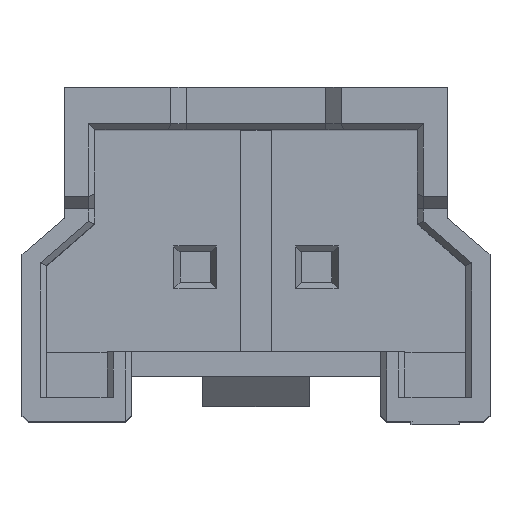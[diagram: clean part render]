
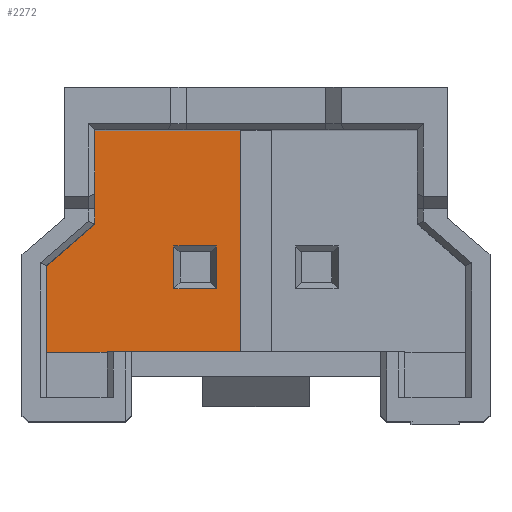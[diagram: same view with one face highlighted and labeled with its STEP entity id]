
A CAD part, top view. The second image highlights one B-rep face of the part: STEP entity #2272.
In plain terms, the highlighted planar face has unit normal (0, 0, 1).
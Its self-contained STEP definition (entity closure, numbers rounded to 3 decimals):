
#18=FACE_BOUND('',#185,.T.);
#58=FACE_OUTER_BOUND('',#184,.T.);
#184=EDGE_LOOP('',(#1682,#1683,#1684,#1685,#1686,#1687,#1688));
#185=EDGE_LOOP('',(#1689,#1690,#1691,#1692));
#402=LINE('',#3335,#728);
#404=LINE('',#3339,#730);
#406=LINE('',#3343,#732);
#408=LINE('',#3346,#734);
#409=LINE('',#3350,#735);
#410=LINE('',#3352,#736);
#411=LINE('',#3354,#737);
#412=LINE('',#3356,#738);
#413=LINE('',#3358,#739);
#414=LINE('',#3360,#740);
#415=LINE('',#3361,#741);
#728=VECTOR('',#2697,0.7);
#730=VECTOR('',#2701,0.7);
#732=VECTOR('',#2705,0.7);
#734=VECTOR('',#2709,0.7);
#735=VECTOR('',#2712,2.4);
#736=VECTOR('',#2713,1.548);
#737=VECTOR('',#2714,1.054);
#738=VECTOR('',#2715,1.416);
#739=VECTOR('',#2716,1.);
#740=VECTOR('',#2717,2.2);
#741=VECTOR('',#2718,3.65);
#1021=VERTEX_POINT('',#3332);
#1022=VERTEX_POINT('',#3334);
#1023=VERTEX_POINT('',#3338);
#1024=VERTEX_POINT('',#3342);
#1025=VERTEX_POINT('',#3348);
#1026=VERTEX_POINT('',#3349);
#1027=VERTEX_POINT('',#3351);
#1028=VERTEX_POINT('',#3353);
#1029=VERTEX_POINT('',#3355);
#1030=VERTEX_POINT('',#3357);
#1031=VERTEX_POINT('',#3359);
#1264=EDGE_CURVE('',#1021,#1022,#402,.T.);
#1266=EDGE_CURVE('',#1022,#1023,#404,.T.);
#1268=EDGE_CURVE('',#1023,#1024,#406,.T.);
#1270=EDGE_CURVE('',#1024,#1021,#408,.T.);
#1271=EDGE_CURVE('',#1025,#1026,#409,.T.);
#1272=EDGE_CURVE('',#1026,#1027,#410,.T.);
#1273=EDGE_CURVE('',#1027,#1028,#411,.T.);
#1274=EDGE_CURVE('',#1028,#1029,#412,.T.);
#1275=EDGE_CURVE('',#1029,#1030,#413,.T.);
#1276=EDGE_CURVE('',#1030,#1031,#414,.T.);
#1277=EDGE_CURVE('',#1031,#1025,#415,.T.);
#1682=ORIENTED_EDGE('',*,*,#1271,.T.);
#1683=ORIENTED_EDGE('',*,*,#1272,.T.);
#1684=ORIENTED_EDGE('',*,*,#1273,.T.);
#1685=ORIENTED_EDGE('',*,*,#1274,.T.);
#1686=ORIENTED_EDGE('',*,*,#1275,.T.);
#1687=ORIENTED_EDGE('',*,*,#1276,.T.);
#1688=ORIENTED_EDGE('',*,*,#1277,.T.);
#1689=ORIENTED_EDGE('',*,*,#1266,.F.);
#1690=ORIENTED_EDGE('',*,*,#1264,.F.);
#1691=ORIENTED_EDGE('',*,*,#1270,.F.);
#1692=ORIENTED_EDGE('',*,*,#1268,.F.);
#2149=PLANE('',#2409);
#2272=ADVANCED_FACE('',(#58,#18),#2149,.T.);
#2409=AXIS2_PLACEMENT_3D('',#3347,#2710,#2711);
#2697=DIRECTION('',(0.,1.,0.));
#2701=DIRECTION('',(-1.,0.,0.));
#2705=DIRECTION('',(0.,-1.,0.));
#2709=DIRECTION('',(1.,0.,0.));
#2710=DIRECTION('center_axis',(0.,0.,1.));
#2711=DIRECTION('ref_axis',(1.,0.,0.));
#2712=DIRECTION('',(-1.,0.,0.));
#2713=DIRECTION('',(0.,-1.,0.));
#2714=DIRECTION('',(-0.759,-0.651,0.));
#2715=DIRECTION('',(0.,-1.,0.));
#2716=DIRECTION('',(1.,0.,0.));
#2717=DIRECTION('',(1.,0.,0.));
#2718=DIRECTION('',(0.,1.,0.));
#3332=CARTESIAN_POINT('',(-1.65,-0.35,1.45));
#3334=CARTESIAN_POINT('',(-1.65,0.35,1.45));
#3335=CARTESIAN_POINT('',(-1.65,-0.35,1.45));
#3338=CARTESIAN_POINT('',(-2.35,0.35,1.45));
#3339=CARTESIAN_POINT('',(-1.65,0.35,1.45));
#3342=CARTESIAN_POINT('',(-2.35,-0.35,1.45));
#3343=CARTESIAN_POINT('',(-2.35,0.35,1.45));
#3346=CARTESIAN_POINT('',(-2.35,-0.35,1.45));
#3347=CARTESIAN_POINT('Origin',(2.85,2.95,1.45));
#3348=CARTESIAN_POINT('',(-1.25,2.25,1.45));
#3349=CARTESIAN_POINT('',(-3.65,2.25,1.45));
#3350=CARTESIAN_POINT('',(-1.25,2.25,1.45));
#3351=CARTESIAN_POINT('',(-3.65,0.702,1.45));
#3352=CARTESIAN_POINT('',(-3.65,2.25,1.45));
#3353=CARTESIAN_POINT('',(-4.45,0.016,1.45));
#3354=CARTESIAN_POINT('',(-3.65,0.702,1.45));
#3355=CARTESIAN_POINT('',(-4.45,-1.4,1.45));
#3356=CARTESIAN_POINT('',(-4.45,0.016,1.45));
#3357=CARTESIAN_POINT('',(-3.45,-1.4,1.45));
#3358=CARTESIAN_POINT('',(-4.45,-1.4,1.45));
#3359=CARTESIAN_POINT('',(-1.25,-1.4,1.45));
#3360=CARTESIAN_POINT('',(-3.45,-1.4,1.45));
#3361=CARTESIAN_POINT('',(-1.25,-1.4,1.45));
